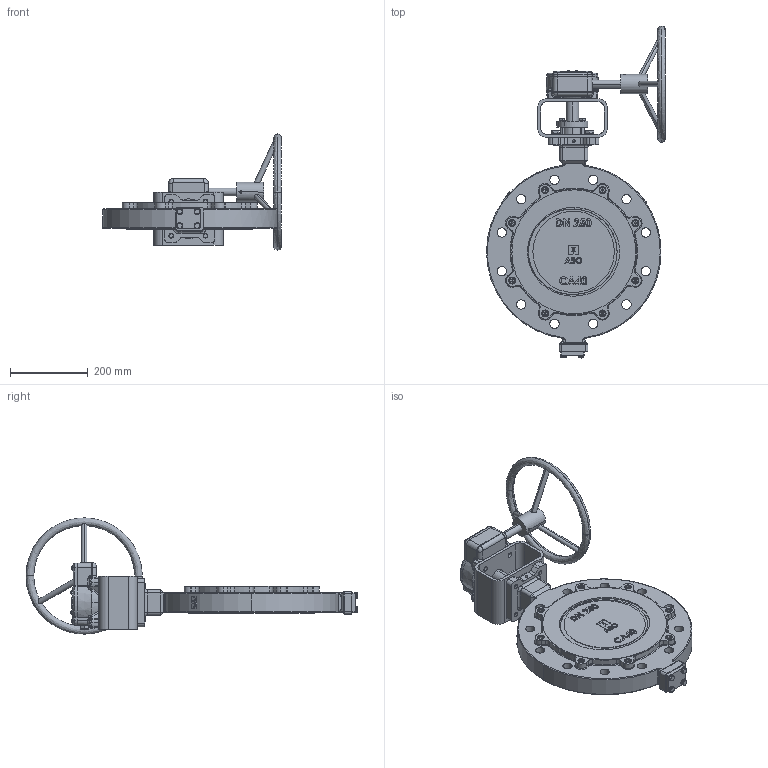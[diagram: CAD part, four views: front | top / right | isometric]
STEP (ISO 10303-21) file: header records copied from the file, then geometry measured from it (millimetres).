
FILE_DESCRIPTION (( 'STEP AP214' ), '1' );
FILE_NAME ('35L4T25003_PN25.STEP', '2023-04-14T08:59:15', ( '' ), ( '' ), 'SwSTEP 2.0', 'SolidWorks 2022', '' );
FILE_SCHEMA (( 'AUTOMOTIVE_DESIGN' ));
Length unit declared in the file: inch
Products named in the file (1): 35L4T25003_PN25
Bounding box: 461.5 x 856.4 x 300 mm (x, y, z)
Volume: 10047587.2 mm3; surface area: 1040826.2 mm2
Topology: 32 solids, 62 shells, 4659 faces, 11672 edges, 7370 vertices
Faces by surface type: plane 1928, bspline 1239, cylinder 819, cone 522, torus 143, sphere 8
Entity records: 278457 total; most frequent: CARTESIAN_POINT 115316, ORIENTED_EDGE 23116, DIRECTION 17996, EDGE_CURVE 11558, VERTEX_POINT 7367, AXIS2_PLACEMENT_3D 6096, VECTOR 5804, LINE 5804
